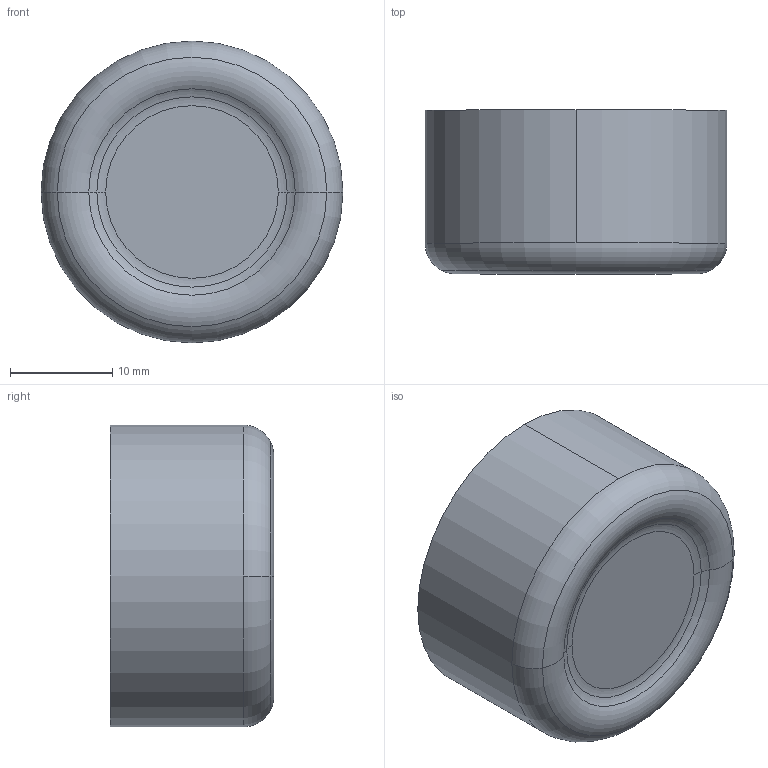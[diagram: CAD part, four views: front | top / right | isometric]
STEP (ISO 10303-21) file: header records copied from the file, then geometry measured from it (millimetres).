
FILE_DESCRIPTION((''),'2;1');
FILE_NAME('APBF','2022-04-12T11:43:09',('klemen.sitar'),('Audax d.o.o.'),'CREO PARAMETRIC BY PTC INC, 2021304','CREO PARAMETRIC BY PTC INC, 2021304','');
FILE_SCHEMA(('AP242_MANAGED_MODEL_BASED_3D_ENGINEERING_MIM_LF { 1 0 10303 442 1 1 4 }'));
Length unit declared in the file: metre
Products named in the file (1): APBF
Bounding box: 29.5 x 16 x 29.5 mm (x, y, z)
Volume: 2506.8 mm3; surface area: 4256.5 mm2
Topology: 1 solids, 1 shells, 46 faces, 108 edges, 66 vertices
Faces by surface type: torus 32, cylinder 10, plane 4
Entity records: 2139 total; most frequent: COLOUR_RGB 336, DIRECTION 300, CARTESIAN_POINT 223, ORIENTED_EDGE 216, AXIS2_PLACEMENT_3D 145, EDGE_CURVE 108, CIRCLE 98, VERTEX_POINT 66
